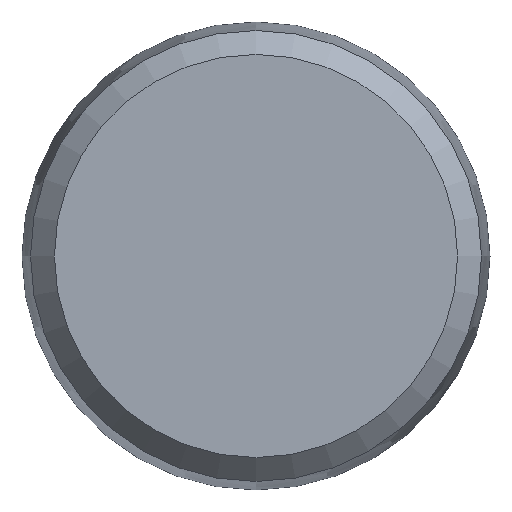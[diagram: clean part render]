
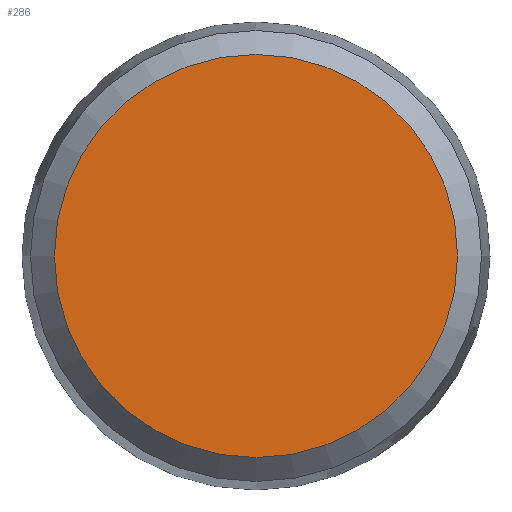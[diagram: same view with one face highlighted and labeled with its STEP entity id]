
A CAD part, front view. The second image highlights one B-rep face of the part: STEP entity #286.
In plain terms, the highlighted planar face has unit normal (0, -1, 0).
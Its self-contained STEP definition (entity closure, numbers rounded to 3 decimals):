
#59=PLANE('',#324);
#76=CIRCLE('',#323,9.012);
#99=ORIENTED_EDGE('',*,*,#166,.T.);
#166=EDGE_CURVE('',#202,#202,#76,.T.);
#202=VERTEX_POINT('',#485);
#233=EDGE_LOOP('',(#99));
#259=FACE_BOUND('',#233,.T.);
#286=ADVANCED_FACE('',(#259),#59,.F.);
#323=AXIS2_PLACEMENT_3D('',#484,#366,#367);
#324=AXIS2_PLACEMENT_3D('',#486,#368,#369);
#366=DIRECTION('',(0.,-1.,0.));
#367=DIRECTION('',(1.,0.,0.));
#368=DIRECTION('',(0.,1.,0.));
#369=DIRECTION('',(-1.,0.,0.));
#484=CARTESIAN_POINT('',(0.,0.,0.));
#485=CARTESIAN_POINT('',(9.012,0.,0.));
#486=CARTESIAN_POINT('',(9.012,0.,0.));
